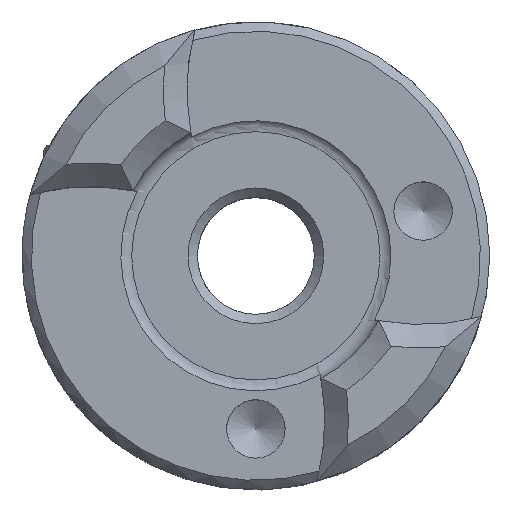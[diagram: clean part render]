
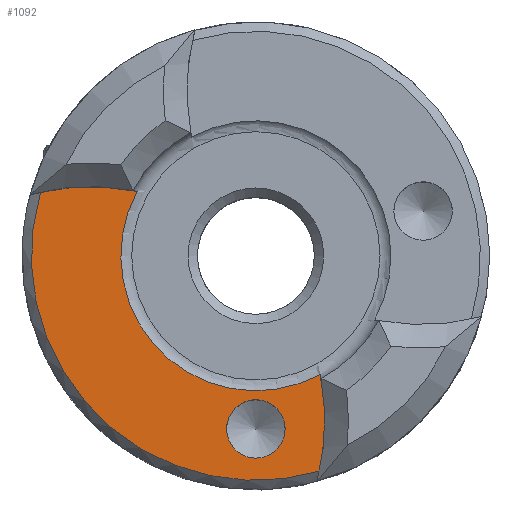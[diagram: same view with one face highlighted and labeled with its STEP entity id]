
A CAD part, top view. The second image highlights one B-rep face of the part: STEP entity #1092.
In plain terms, the highlighted planar face has unit normal (0, 0, 1).
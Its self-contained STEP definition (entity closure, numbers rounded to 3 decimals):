
#141=PLANE($,#1178);
#170=FACE_BOUND($,#296,.T.);
#221=FACE_OUTER_BOUND($,#295,.T.);
#295=EDGE_LOOP($,(#734,#735,#736,#737));
#296=EDGE_LOOP($,(#738));
#390=CIRCLE($,#1176,7.331);
#392=CIRCLE($,#1179,12.725);
#393=CIRCLE($,#1180,12.192);
#394=CIRCLE($,#1181,12.725);
#395=CIRCLE($,#1182,1.588);
#470=VERTEX_POINT($,#1726);
#471=VERTEX_POINT($,#1735);
#474=VERTEX_POINT($,#1757);
#475=VERTEX_POINT($,#1759);
#476=VERTEX_POINT($,#1762);
#575=EDGE_CURVE($,#471,#470,#390,.T.);
#579=EDGE_CURVE($,#470,#474,#392,.T.);
#580=EDGE_CURVE($,#474,#475,#393,.T.);
#581=EDGE_CURVE($,#475,#471,#394,.T.);
#582=EDGE_CURVE($,#476,#476,#395,.T.);
#734=ORIENTED_EDGE($,*,*,#575,.T.);
#735=ORIENTED_EDGE($,*,*,#579,.T.);
#736=ORIENTED_EDGE($,*,*,#580,.T.);
#737=ORIENTED_EDGE($,*,*,#581,.T.);
#738=ORIENTED_EDGE($,*,*,#582,.T.);
#1092=ADVANCED_FACE($,(#221,#170),#141,.T.);
#1176=AXIS2_PLACEMENT_3D($,#1736,#1341,#1342);
#1178=AXIS2_PLACEMENT_3D($,#1756,#1345,#1346);
#1179=AXIS2_PLACEMENT_3D($,#1758,#1347,#1348);
#1180=AXIS2_PLACEMENT_3D($,#1760,#1349,#1350);
#1181=AXIS2_PLACEMENT_3D($,#1761,#1351,#1352);
#1182=AXIS2_PLACEMENT_3D($,#1763,#1353,#1354);
#1341=DIRECTION('center_axis',(0.,0.,-1.));
#1342=DIRECTION('ref_axis',(0.476,-0.879,0.));
#1345=DIRECTION('center_axis',(0.,0.,1.));
#1346=DIRECTION('ref_axis',(1.,0.,0.));
#1347=DIRECTION('center_axis',(0.,0.,1.));
#1348=DIRECTION('ref_axis',(0.199,0.98,0.));
#1349=DIRECTION('center_axis',(0.,0.,1.));
#1350=DIRECTION('ref_axis',(-1.,0.,0.));
#1351=DIRECTION('center_axis',(0.,0.,1.));
#1352=DIRECTION('ref_axis',(0.977,-0.213,0.));
#1353=DIRECTION('center_axis',(0.,0.,-1.));
#1354=DIRECTION('ref_axis',(1.,0.,0.));
#1726=CARTESIAN_POINT('',(-1.81,8.352,6.112));
#1735=CARTESIAN_POINT('',(8.128,-1.585,6.112));
#1736=CARTESIAN_POINT('Origin',(4.637,4.862,6.112));
#1756=CARTESIAN_POINT('Origin',(4.637,4.862,6.112));
#1757=CARTESIAN_POINT('',(-7.056,8.314,6.112));
#1758=CARTESIAN_POINT('Origin',(-4.343,-4.119,6.112));
#1759=CARTESIAN_POINT('',(8.09,-6.831,6.112));
#1760=CARTESIAN_POINT('Origin',(4.637,4.862,6.112));
#1761=CARTESIAN_POINT('Origin',(-4.343,-4.119,6.112));
#1762=CARTESIAN_POINT('',(6.225,-4.536,6.112));
#1763=CARTESIAN_POINT('Origin',(4.637,-4.536,6.112));
